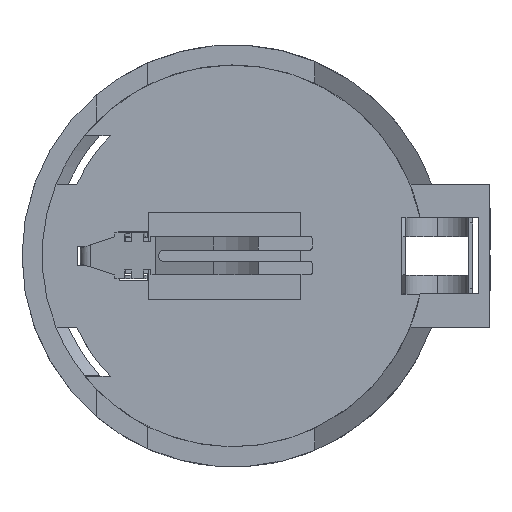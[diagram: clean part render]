
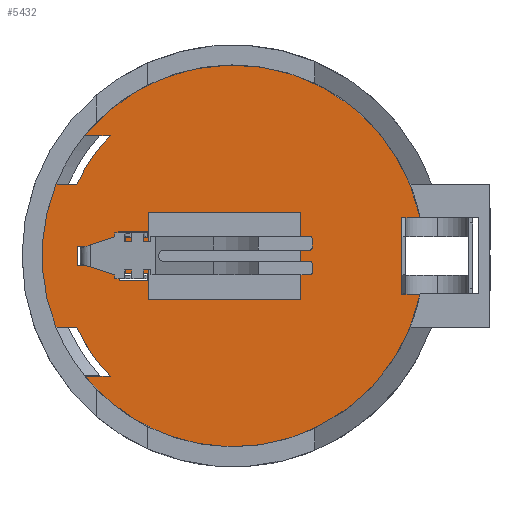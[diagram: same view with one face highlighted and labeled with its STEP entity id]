
A CAD part, top view. The second image highlights one B-rep face of the part: STEP entity #5432.
In plain terms, the highlighted planar face has unit normal (0, 0, 1).
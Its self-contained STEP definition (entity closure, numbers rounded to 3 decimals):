
#5432 = ADVANCED_FACE('',(#5433,#5499,#5533,#5567),#5670,.T.);
#5433 = FACE_BOUND('',#5434,.T.);
#5434 = EDGE_LOOP('',(#5435,#5445,#5453,#5461,#5469,#5477,#5485,#5493));
#5435 = ORIENTED_EDGE('',*,*,#5436,.F.);
#5436 = EDGE_CURVE('',#5437,#5439,#5441,.T.);
#5437 = VERTEX_POINT('',#5438);
#5438 = CARTESIAN_POINT('',(-8.269,0.939,
    2.55));
#5439 = VERTEX_POINT('',#5440);
#5440 = CARTESIAN_POINT('',(-6.697,0.939,
    2.55));
#5441 = LINE('',#5442,#5443);
#5442 = CARTESIAN_POINT('',(-2.268,0.939,
    2.55));
#5443 = VECTOR('',#5444,1.);
#5444 = DIRECTION('',(1.,0.,0.));
#5445 = ORIENTED_EDGE('',*,*,#5446,.F.);
#5446 = EDGE_CURVE('',#5447,#5437,#5449,.T.);
#5447 = VERTEX_POINT('',#5448);
#5448 = CARTESIAN_POINT('',(-8.269,1.255,
    2.55));
#5449 = LINE('',#5450,#5451);
#5450 = CARTESIAN_POINT('',(-8.269,0.,2.55));
#5451 = VECTOR('',#5452,1.);
#5452 = DIRECTION('',(0.,-1.,0.));
#5453 = ORIENTED_EDGE('',*,*,#5454,.F.);
#5454 = EDGE_CURVE('',#5455,#5447,#5457,.T.);
#5455 = VERTEX_POINT('',#5456);
#5456 = CARTESIAN_POINT('',(-6.697,1.255,
    2.55));
#5457 = LINE('',#5458,#5459);
#5458 = CARTESIAN_POINT('',(-2.268,1.255,
    2.55));
#5459 = VECTOR('',#5460,1.);
#5460 = DIRECTION('',(-1.,0.,0.));
#5461 = ORIENTED_EDGE('',*,*,#5462,.F.);
#5462 = EDGE_CURVE('',#5463,#5455,#5465,.T.);
#5463 = VERTEX_POINT('',#5464);
#5464 = CARTESIAN_POINT('',(-6.697,2.287,
    2.55));
#5465 = LINE('',#5466,#5467);
#5466 = CARTESIAN_POINT('',(-6.697,-2.287,
    2.55));
#5467 = VECTOR('',#5468,1.);
#5468 = DIRECTION('',(-0.,-1.,-0.));
#5469 = ORIENTED_EDGE('',*,*,#5470,.F.);
#5470 = EDGE_CURVE('',#5471,#5463,#5473,.T.);
#5471 = VERTEX_POINT('',#5472);
#5472 = CARTESIAN_POINT('',(1.268,2.287,2.55
    ));
#5473 = LINE('',#5474,#5475);
#5474 = CARTESIAN_POINT('',(1.268,2.287,2.55
    ));
#5475 = VECTOR('',#5476,1.);
#5476 = DIRECTION('',(-1.,0.,0.));
#5477 = ORIENTED_EDGE('',*,*,#5478,.F.);
#5478 = EDGE_CURVE('',#5479,#5471,#5481,.T.);
#5479 = VERTEX_POINT('',#5480);
#5480 = CARTESIAN_POINT('',(1.268,-2.287,
    2.55));
#5481 = LINE('',#5482,#5483);
#5482 = CARTESIAN_POINT('',(1.268,-2.287,
    2.55));
#5483 = VECTOR('',#5484,1.);
#5484 = DIRECTION('',(0.,1.,0.));
#5485 = ORIENTED_EDGE('',*,*,#5486,.F.);
#5486 = EDGE_CURVE('',#5487,#5479,#5489,.T.);
#5487 = VERTEX_POINT('',#5488);
#5488 = CARTESIAN_POINT('',(-6.697,-2.287,
    2.55));
#5489 = LINE('',#5490,#5491);
#5490 = CARTESIAN_POINT('',(1.268,-2.287,
    2.55));
#5491 = VECTOR('',#5492,1.);
#5492 = DIRECTION('',(1.,0.,0.));
#5493 = ORIENTED_EDGE('',*,*,#5494,.F.);
#5494 = EDGE_CURVE('',#5439,#5487,#5495,.T.);
#5495 = LINE('',#5496,#5497);
#5496 = CARTESIAN_POINT('',(-6.697,-2.287,
    2.55));
#5497 = VECTOR('',#5498,1.);
#5498 = DIRECTION('',(-0.,-1.,-0.));
#5499 = FACE_BOUND('',#5500,.T.);
#5500 = EDGE_LOOP('',(#5501,#5511,#5519,#5527));
#5501 = ORIENTED_EDGE('',*,*,#5502,.F.);
#5502 = EDGE_CURVE('',#5503,#5505,#5507,.T.);
#5503 = VERTEX_POINT('',#5504);
#5504 = CARTESIAN_POINT('',(-8.225,-0.923,
    2.55));
#5505 = VERTEX_POINT('',#5506);
#5506 = CARTESIAN_POINT('',(-8.225,-1.302,
    2.55));
#5507 = LINE('',#5508,#5509);
#5508 = CARTESIAN_POINT('',(-8.225,0.,2.55));
#5509 = VECTOR('',#5510,1.);
#5510 = DIRECTION('',(0.,-1.,0.));
#5511 = ORIENTED_EDGE('',*,*,#5512,.F.);
#5512 = EDGE_CURVE('',#5513,#5503,#5515,.T.);
#5513 = VERTEX_POINT('',#5514);
#5514 = CARTESIAN_POINT('',(-6.72,-0.923,
    2.55));
#5515 = LINE('',#5516,#5517);
#5516 = CARTESIAN_POINT('',(-2.268,-0.923,
    2.55));
#5517 = VECTOR('',#5518,1.);
#5518 = DIRECTION('',(-1.,0.,0.));
#5519 = ORIENTED_EDGE('',*,*,#5520,.F.);
#5520 = EDGE_CURVE('',#5521,#5513,#5523,.T.);
#5521 = VERTEX_POINT('',#5522);
#5522 = CARTESIAN_POINT('',(-6.72,-1.302,
    2.55));
#5523 = LINE('',#5524,#5525);
#5524 = CARTESIAN_POINT('',(-6.72,0.,2.55));
#5525 = VECTOR('',#5526,1.);
#5526 = DIRECTION('',(0.,1.,0.));
#5527 = ORIENTED_EDGE('',*,*,#5528,.F.);
#5528 = EDGE_CURVE('',#5505,#5521,#5529,.T.);
#5529 = LINE('',#5530,#5531);
#5530 = CARTESIAN_POINT('',(-2.268,-1.302,
    2.55));
#5531 = VECTOR('',#5532,1.);
#5532 = DIRECTION('',(1.,0.,0.));
#5533 = FACE_BOUND('',#5534,.T.);
#5534 = EDGE_LOOP('',(#5535,#5545,#5553,#5561));
#5535 = ORIENTED_EDGE('',*,*,#5536,.F.);
#5536 = EDGE_CURVE('',#5537,#5539,#5541,.T.);
#5537 = VERTEX_POINT('',#5538);
#5538 = CARTESIAN_POINT('',(-9.918,-0.5,
    2.55));
#5539 = VERTEX_POINT('',#5540);
#5540 = CARTESIAN_POINT('',(-9.918,0.5,
    2.55));
#5541 = LINE('',#5542,#5543);
#5542 = CARTESIAN_POINT('',(-9.918,0.5,
    2.55));
#5543 = VECTOR('',#5544,1.);
#5544 = DIRECTION('',(0.,1.,0.));
#5545 = ORIENTED_EDGE('',*,*,#5546,.F.);
#5546 = EDGE_CURVE('',#5547,#5537,#5549,.T.);
#5547 = VERTEX_POINT('',#5548);
#5548 = CARTESIAN_POINT('',(-10.418,-0.5,
    2.55));
#5549 = LINE('',#5550,#5551);
#5550 = CARTESIAN_POINT('',(-10.418,-0.5,
    2.55));
#5551 = VECTOR('',#5552,1.);
#5552 = DIRECTION('',(1.,0.,0.));
#5553 = ORIENTED_EDGE('',*,*,#5554,.F.);
#5554 = EDGE_CURVE('',#5555,#5547,#5557,.T.);
#5555 = VERTEX_POINT('',#5556);
#5556 = CARTESIAN_POINT('',(-10.418,0.5,
    2.55));
#5557 = LINE('',#5558,#5559);
#5558 = CARTESIAN_POINT('',(-10.418,0.5,
    2.55));
#5559 = VECTOR('',#5560,1.);
#5560 = DIRECTION('',(0.,-1.,0.));
#5561 = ORIENTED_EDGE('',*,*,#5562,.F.);
#5562 = EDGE_CURVE('',#5539,#5555,#5563,.T.);
#5563 = LINE('',#5564,#5565);
#5564 = CARTESIAN_POINT('',(-10.418,0.5,
    2.55));
#5565 = VECTOR('',#5566,1.);
#5566 = DIRECTION('',(-1.,-0.,-0.));
#5567 = FACE_BOUND('',#5568,.T.);
#5568 = EDGE_LOOP('',(#5569,#5579,#5588,#5596,#5605,#5613,#5622,#5630,
    #5638,#5646,#5655,#5663));
#5569 = ORIENTED_EDGE('',*,*,#5570,.F.);
#5570 = EDGE_CURVE('',#5571,#5573,#5575,.T.);
#5571 = VERTEX_POINT('',#5572);
#5572 = CARTESIAN_POINT('',(-11.538,3.75,
    2.55));
#5573 = VERTEX_POINT('',#5574);
#5574 = CARTESIAN_POINT('',(-10.45,3.75,
    2.55));
#5575 = LINE('',#5576,#5577);
#5576 = CARTESIAN_POINT('',(-11.538,3.75,
    2.55));
#5577 = VECTOR('',#5578,1.);
#5578 = DIRECTION('',(1.,0.,0.));
#5579 = ORIENTED_EDGE('',*,*,#5580,.F.);
#5580 = EDGE_CURVE('',#5581,#5571,#5583,.T.);
#5581 = VERTEX_POINT('',#5582);
#5582 = CARTESIAN_POINT('',(-11.538,-3.75,
    2.55));
#5583 = CIRCLE('',#5584,10.);
#5584 = AXIS2_PLACEMENT_3D('',#5585,#5586,#5587);
#5585 = CARTESIAN_POINT('',(-2.268,0.,2.55));
#5586 = DIRECTION('',(0.,0.,-1.));
#5587 = DIRECTION('',(1.,0.,0.));
#5588 = ORIENTED_EDGE('',*,*,#5589,.F.);
#5589 = EDGE_CURVE('',#5590,#5581,#5592,.T.);
#5590 = VERTEX_POINT('',#5591);
#5591 = CARTESIAN_POINT('',(-10.45,-3.75,
    2.55));
#5592 = LINE('',#5593,#5594);
#5593 = CARTESIAN_POINT('',(-11.538,-3.75,
    2.55));
#5594 = VECTOR('',#5595,1.);
#5595 = DIRECTION('',(-1.,0.,-0.));
#5596 = ORIENTED_EDGE('',*,*,#5597,.F.);
#5597 = EDGE_CURVE('',#5598,#5590,#5600,.T.);
#5598 = VERTEX_POINT('',#5599);
#5599 = CARTESIAN_POINT('',(-8.701,-6.294,
    2.55));
#5600 = CIRCLE('',#5601,9.);
#5601 = AXIS2_PLACEMENT_3D('',#5602,#5603,#5604);
#5602 = CARTESIAN_POINT('',(-2.268,0.,2.55));
#5603 = DIRECTION('',(0.,0.,-1.));
#5604 = DIRECTION('',(-1.,0.,0.));
#5605 = ORIENTED_EDGE('',*,*,#5606,.F.);
#5606 = EDGE_CURVE('',#5607,#5598,#5609,.T.);
#5607 = VERTEX_POINT('',#5608);
#5608 = CARTESIAN_POINT('',(-10.039,-6.294,
    2.55));
#5609 = LINE('',#5610,#5611);
#5610 = CARTESIAN_POINT('',(-8.701,-6.294,
    2.55));
#5611 = VECTOR('',#5612,1.);
#5612 = DIRECTION('',(1.,0.,0.));
#5613 = ORIENTED_EDGE('',*,*,#5614,.T.);
#5614 = EDGE_CURVE('',#5607,#5615,#5617,.T.);
#5615 = VERTEX_POINT('',#5616);
#5616 = CARTESIAN_POINT('',(7.53,-2.,2.55)
  );
#5617 = CIRCLE('',#5618,10.);
#5618 = AXIS2_PLACEMENT_3D('',#5619,#5620,#5621);
#5619 = CARTESIAN_POINT('',(-2.268,0.,2.55));
#5620 = DIRECTION('',(0.,0.,1.));
#5621 = DIRECTION('',(1.,0.,-0.));
#5622 = ORIENTED_EDGE('',*,*,#5623,.F.);
#5623 = EDGE_CURVE('',#5624,#5615,#5626,.T.);
#5624 = VERTEX_POINT('',#5625);
#5625 = CARTESIAN_POINT('',(6.582,-2.,
    2.55));
#5626 = LINE('',#5627,#5628);
#5627 = CARTESIAN_POINT('',(-2.268,-2.,
    2.55));
#5628 = VECTOR('',#5629,1.);
#5629 = DIRECTION('',(1.,0.,0.));
#5630 = ORIENTED_EDGE('',*,*,#5631,.F.);
#5631 = EDGE_CURVE('',#5632,#5624,#5634,.T.);
#5632 = VERTEX_POINT('',#5633);
#5633 = CARTESIAN_POINT('',(6.582,2.,2.55
    ));
#5634 = LINE('',#5635,#5636);
#5635 = CARTESIAN_POINT('',(6.582,0.,2.55));
#5636 = VECTOR('',#5637,1.);
#5637 = DIRECTION('',(0.,-1.,0.));
#5638 = ORIENTED_EDGE('',*,*,#5639,.F.);
#5639 = EDGE_CURVE('',#5640,#5632,#5642,.T.);
#5640 = VERTEX_POINT('',#5641);
#5641 = CARTESIAN_POINT('',(7.53,2.,2.55)
  );
#5642 = LINE('',#5643,#5644);
#5643 = CARTESIAN_POINT('',(-2.268,2.,
    2.55));
#5644 = VECTOR('',#5645,1.);
#5645 = DIRECTION('',(-1.,0.,0.));
#5646 = ORIENTED_EDGE('',*,*,#5647,.T.);
#5647 = EDGE_CURVE('',#5640,#5648,#5650,.T.);
#5648 = VERTEX_POINT('',#5649);
#5649 = CARTESIAN_POINT('',(-10.039,6.294,
    2.55));
#5650 = CIRCLE('',#5651,10.);
#5651 = AXIS2_PLACEMENT_3D('',#5652,#5653,#5654);
#5652 = CARTESIAN_POINT('',(-2.268,0.,2.55));
#5653 = DIRECTION('',(0.,0.,1.));
#5654 = DIRECTION('',(1.,0.,-0.));
#5655 = ORIENTED_EDGE('',*,*,#5656,.F.);
#5656 = EDGE_CURVE('',#5657,#5648,#5659,.T.);
#5657 = VERTEX_POINT('',#5658);
#5658 = CARTESIAN_POINT('',(-8.701,6.294,
    2.55));
#5659 = LINE('',#5660,#5661);
#5660 = CARTESIAN_POINT('',(-8.701,6.294,
    2.55));
#5661 = VECTOR('',#5662,1.);
#5662 = DIRECTION('',(-1.,0.,0.));
#5663 = ORIENTED_EDGE('',*,*,#5664,.F.);
#5664 = EDGE_CURVE('',#5573,#5657,#5665,.T.);
#5665 = CIRCLE('',#5666,9.);
#5666 = AXIS2_PLACEMENT_3D('',#5667,#5668,#5669);
#5667 = CARTESIAN_POINT('',(-2.268,0.,2.55));
#5668 = DIRECTION('',(0.,0.,-1.));
#5669 = DIRECTION('',(1.,0.,0.));
#5670 = PLANE('',#5671);
#5671 = AXIS2_PLACEMENT_3D('',#5672,#5673,#5674);
#5672 = CARTESIAN_POINT('',(-2.268,0.,2.55));
#5673 = DIRECTION('',(0.,0.,1.));
#5674 = DIRECTION('',(1.,0.,-0.));
